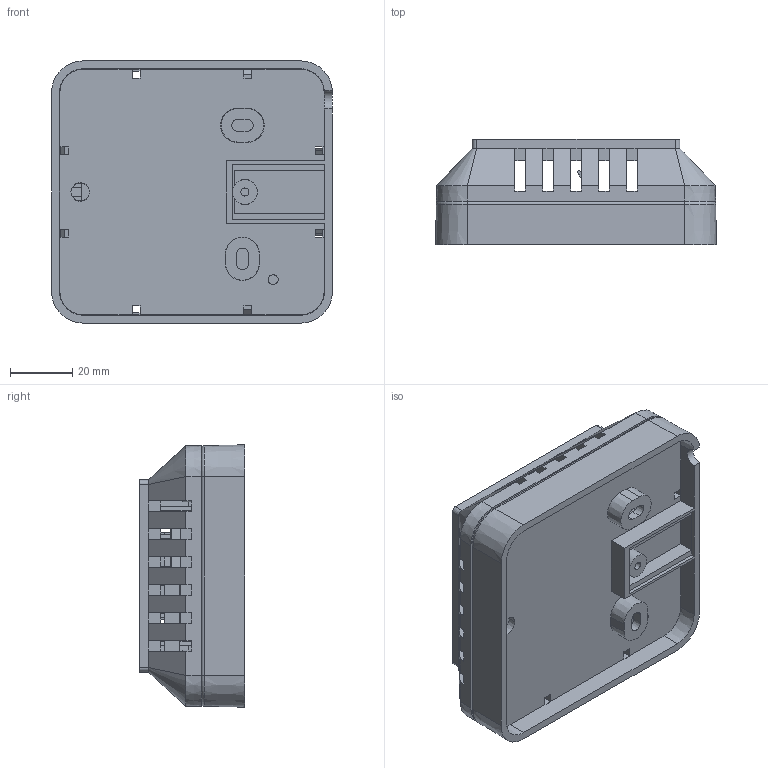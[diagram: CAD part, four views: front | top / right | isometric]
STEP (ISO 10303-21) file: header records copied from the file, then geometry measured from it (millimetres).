
FILE_DESCRIPTION((''),'2;1');
FILE_NAME('RAK7206_ASM','2020-12-09T',('lina'),(''),'PRO/ENGINEER BY PARAMETRIC TECHNOLOGY CORPORATION, 2010280','PRO/ENGINEER BY PARAMETRIC TECHNOLOGY CORPORATION, 2010280','');
FILE_SCHEMA(('AUTOMOTIVE_DESIGN { 1 2 10303 214 0 1 1 1 }'));
Length unit declared in the file: millimetre
Products named in the file (8): XL-96_BASE; XL-96_COVER; RAKU71460021; SO-M2_5-6-ZC; RAKU71460021_ASM; GB845-85_ST2_2X4F; RAKU73020032; RAK7206_ASM
Assembly tree (10 placements, depth 3):
  RAK7206_ASM
    XL-96_BASE
    XL-96_COVER
    RAKU71460021_ASM
      RAKU71460021
      SO-M2_5-6-ZC  x3
    GB845-85_ST2_2X4F  x2
    RAKU73020032
Bounding box: 90.49 x 34 x 84.49 mm (x, y, z)
Volume: 63384.5 mm3; surface area: 61882.1 mm2
Topology: 9 solids, 9 shells, 980 faces, 2575 edges, 1560 vertices
Faces by surface type: plane 849, cylinder 65, cone 42, bspline 12, torus 8, sphere 4
Entity records: 30117 total; most frequent: CARTESIAN_POINT 6033, ORIENTED_EDGE 4918, DIRECTION 4537, EDGE_CURVE 2459, VECTOR 2197, LINE 2197, VERTEX_POINT 1484, AXIS2_PLACEMENT_3D 1170
